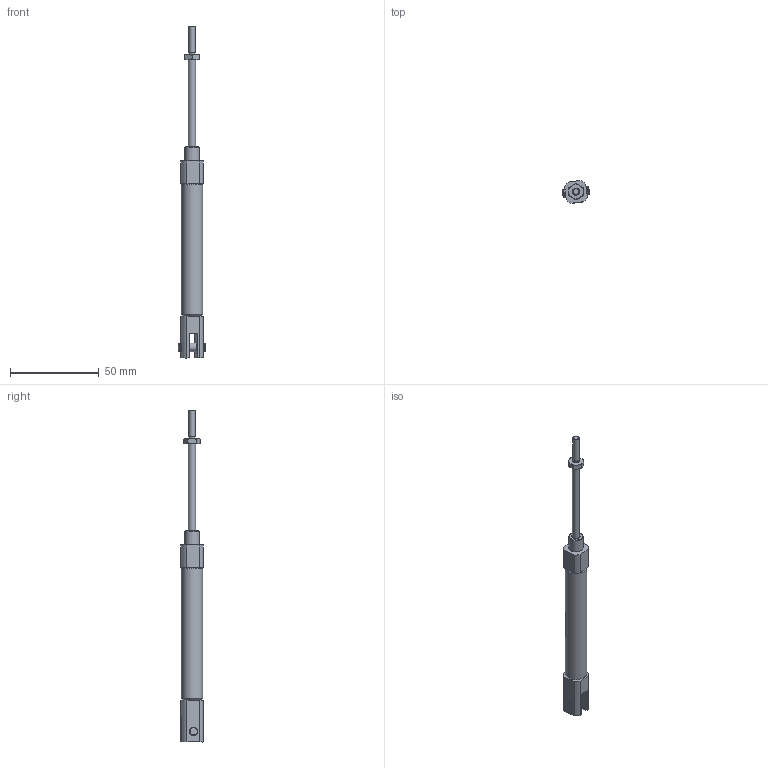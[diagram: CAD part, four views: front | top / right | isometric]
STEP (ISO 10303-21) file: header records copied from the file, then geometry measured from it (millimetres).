
FILE_DESCRIPTION(/* description */ (''),/* implementation_level */ '2;1');
FILE_NAME(/* name */ 'Cylinder, Bi-directional-empty hole.iam.step',/* time_stamp */ '2020-04-16T23:35:01-04:00',/* author */ ('Jordan'),/* organization */ (''),/* preprocessor_version */ 'ST-DEVELOPER v17',/* originating_system */ 'Autodesk Inventor 2019',/* authorisation */ '');
FILE_SCHEMA (('AUTOMOTIVE_DESIGN { 1 0 10303 214 3 1 1 }'));
Length unit declared in the file: millimetre
Products named in the file (4): Cylinder, Bi-directional-empty hole; Nut 8-32 Hex; Rod; Body
Assembly tree (3 placements, depth 2):
  Cylinder, Bi-directional-empty hole
    Nut 8-32 Hex
    Rod
    Body
Bounding box: 15.39 x 12.8 x 186.71 mm (x, y, z)
Volume: 9675.3 mm3; surface area: 9367.4 mm2
Topology: 3 solids, 3 shells, 91 faces, 247 edges, 176 vertices
Faces by surface type: plane 41, cylinder 26, cone 12, torus 12
Full cylindrical faces by diameter (mm): 3.1 x1, 3.505 x2, 3.734 x2, 4 x2, 4.78 x5, 4.83 x2, 7.938 x1, 10 x2, 11.94 x1
Entity records: 3384 total; most frequent: CARTESIAN_POINT 821, DIRECTION 539, ORIENTED_EDGE 494, EDGE_CURVE 247, AXIS2_PLACEMENT_3D 222, VERTEX_POINT 176, CIRCLE 124, EDGE_LOOP 111
